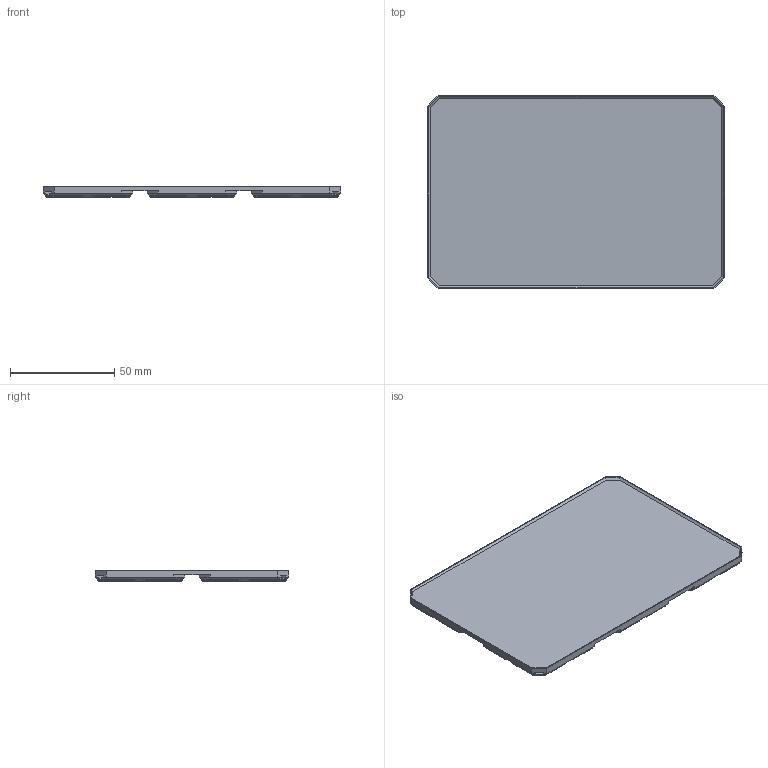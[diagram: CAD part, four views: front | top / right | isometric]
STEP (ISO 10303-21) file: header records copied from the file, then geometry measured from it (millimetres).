
FILE_DESCRIPTION(/* description */ (''),/* implementation_level */ '2;1');
FILE_NAME(/* name */ '3x2.step',/* time_stamp */ '2024-08-26T16:16:17-04:00',/* author */ (''),/* organization */ (''),/* preprocessor_version */ 'ST-DEVELOPER v20',/* originating_system */ 'Autodesk Translation Framework v13.14.0.145',/* authorisation */ '');
FILE_SCHEMA (('AUTOMOTIVE_DESIGN { 1 0 10303 214 3 1 1 }'));
Length unit declared in the file: millimetre
Products named in the file (1): 3x2
Bounding box: 143 x 93 x 5.1 mm (x, y, z)
Volume: 40010.7 mm3; surface area: 31816.7 mm2
Topology: 1 solids, 1 shells, 545 faces, 1400 edges, 864 vertices
Faces by surface type: plane 545
Entity records: 15946 total; most frequent: CARTESIAN_POINT 2810, ORIENTED_EDGE 2800, DIRECTION 2492, LINE 1400, VECTOR 1400, EDGE_CURVE 1400, VERTEX_POINT 864, EDGE_LOOP 552
